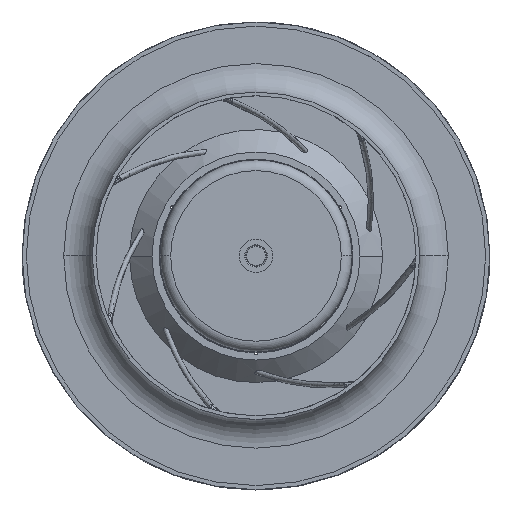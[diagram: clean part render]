
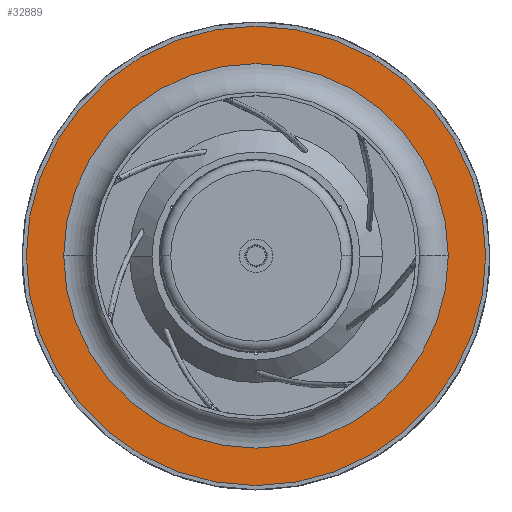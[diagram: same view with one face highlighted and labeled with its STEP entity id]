
A CAD part, top view. The second image highlights one B-rep face of the part: STEP entity #32889.
In plain terms, the highlighted planar face has unit normal (0, 0, 1).
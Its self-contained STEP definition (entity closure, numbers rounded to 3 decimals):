
#32 = AXIS2_PLACEMENT_3D ( 'NONE', #25981, #15164, #34576 ) ;
#86 = DIRECTION ( 'NONE',  ( -1., 0., 0. ) ) ;
#1783 = VERTEX_POINT ( 'NONE', #20671 ) ;
#2008 = CARTESIAN_POINT ( 'NONE',  ( 0., 0., 78.2 ) ) ;
#3695 = ORIENTED_EDGE ( 'NONE', *, *, #21762, .F. ) ;
#4669 = CIRCLE ( 'NONE', #32, 110.5 ) ;
#5786 = EDGE_LOOP ( 'NONE', ( #8961, #34205 ) ) ;
#5973 = DIRECTION ( 'NONE',  ( 0., 0., 1. ) ) ;
#8258 = DIRECTION ( 'NONE',  ( 0., 0., -1. ) ) ;
#8961 = ORIENTED_EDGE ( 'NONE', *, *, #23517, .F. ) ;
#10137 = DIRECTION ( 'NONE',  ( 0., 0., -1. ) ) ;
#12850 = CARTESIAN_POINT ( 'NONE',  ( 92.5, 0., 78.2 ) ) ;
#13573 = PLANE ( 'NONE',  #22914 ) ;
#13742 = EDGE_LOOP ( 'NONE', ( #36529, #3695 ) ) ;
#15164 = DIRECTION ( 'NONE',  ( 0., 0., -1. ) ) ;
#15900 = DIRECTION ( 'NONE',  ( 0., 0., 1. ) ) ;
#16192 = VERTEX_POINT ( 'NONE', #12850 ) ;
#17861 = VERTEX_POINT ( 'NONE', #26344 ) ;
#19773 = DIRECTION ( 'NONE',  ( 0., -1., 0. ) ) ;
#20671 = CARTESIAN_POINT ( 'NONE',  ( -110.5, 0., 78.2 ) ) ;
#21529 = CARTESIAN_POINT ( 'NONE',  ( 0., 0., 78.2 ) ) ;
#21762 = EDGE_CURVE ( 'NONE', #1783, #32020, #4669, .T. ) ;
#22193 = CIRCLE ( 'NONE', #25725, 110.5 ) ;
#22914 = AXIS2_PLACEMENT_3D ( 'NONE', #33453, #8258, #19773 ) ;
#23174 = AXIS2_PLACEMENT_3D ( 'NONE', #33745, #5973, #86 ) ;
#23517 = EDGE_CURVE ( 'NONE', #16192, #17861, #29013, .T. ) ;
#25117 = FACE_BOUND ( 'NONE', #5786, .T. ) ;
#25725 = AXIS2_PLACEMENT_3D ( 'NONE', #21529, #10137, #29989 ) ;
#25981 = CARTESIAN_POINT ( 'NONE',  ( 0., 0., 78.2 ) ) ;
#26344 = CARTESIAN_POINT ( 'NONE',  ( -92.5, 0., 78.2 ) ) ;
#29013 = CIRCLE ( 'NONE', #34587, 92.5 ) ;
#29989 = DIRECTION ( 'NONE',  ( 1., 0., 0. ) ) ;
#31452 = CIRCLE ( 'NONE', #23174, 92.5 ) ;
#32020 = VERTEX_POINT ( 'NONE', #36896 ) ;
#32667 = DIRECTION ( 'NONE',  ( 1., 0., 0. ) ) ;
#32889 = ADVANCED_FACE ( 'NONE', ( #34049, #25117 ), #13573, .F. ) ;
#33453 = CARTESIAN_POINT ( 'NONE',  ( 0., 0., 78.2 ) ) ;
#33711 = EDGE_CURVE ( 'NONE', #32020, #1783, #22193, .T. ) ;
#33745 = CARTESIAN_POINT ( 'NONE',  ( 0., 0., 78.2 ) ) ;
#34049 = FACE_OUTER_BOUND ( 'NONE', #13742, .T. ) ;
#34205 = ORIENTED_EDGE ( 'NONE', *, *, #36853, .F. ) ;
#34576 = DIRECTION ( 'NONE',  ( -1., 0., 0. ) ) ;
#34587 = AXIS2_PLACEMENT_3D ( 'NONE', #2008, #15900, #32667 ) ;
#36529 = ORIENTED_EDGE ( 'NONE', *, *, #33711, .F. ) ;
#36853 = EDGE_CURVE ( 'NONE', #17861, #16192, #31452, .T. ) ;
#36896 = CARTESIAN_POINT ( 'NONE',  ( 110.5, 0., 78.2 ) ) ;
